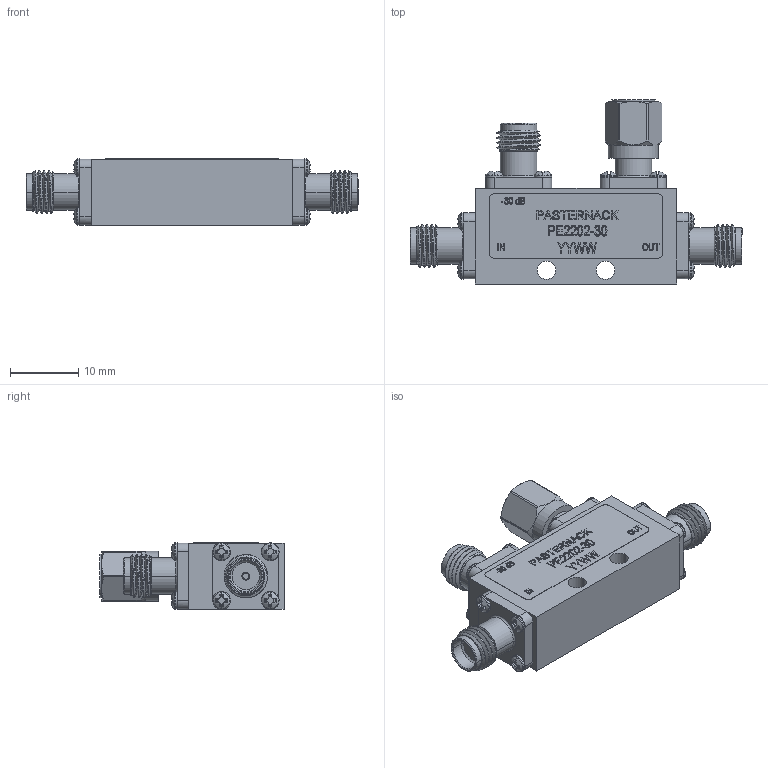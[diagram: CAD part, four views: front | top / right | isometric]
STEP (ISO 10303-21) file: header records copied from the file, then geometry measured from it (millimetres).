
FILE_DESCRIPTION (( 'STEP AP203' ), '1' );
FILE_NAME ('PE2202-30.step', '2019-05-13T23:18:01', ( '' ), ( '' ), 'SwSTEP 2.0', 'SolidWorks 2018', '' );
FILE_SCHEMA (( 'CONFIG_CONTROL_DESIGN' ));
Length unit declared in the file: inch
Products named in the file (1): PE2202-30
Bounding box: 48.51 x 26.92 x 9.73 mm (x, y, z)
Volume: 5360.4 mm3; surface area: 3474.5 mm2
Topology: 1 solids, 22 shells, 1288 faces, 3361 edges, 2188 vertices
Faces by surface type: plane 642, cylinder 269, bspline 260, cone 109, torus 8
Entity records: 59085 total; most frequent: CARTESIAN_POINT 29874, ORIENTED_EDGE 6722, DIRECTION 4961, EDGE_CURVE 3361, VERTEX_POINT 2188, LINE 1661, VECTOR 1661, AXIS2_PLACEMENT_3D 1650
